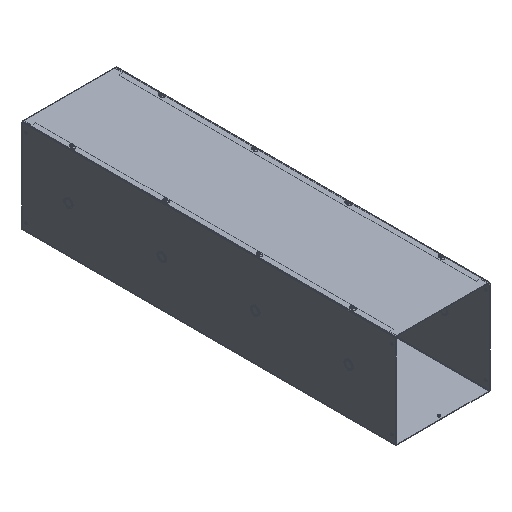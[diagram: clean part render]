
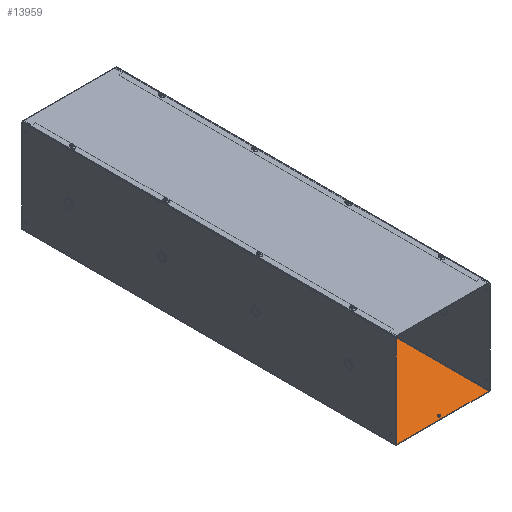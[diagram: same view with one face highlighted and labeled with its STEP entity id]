
A CAD part, isometric view. The second image highlights one B-rep face of the part: STEP entity #13959.
In plain terms, the highlighted planar face has unit normal (0, 0, 1).
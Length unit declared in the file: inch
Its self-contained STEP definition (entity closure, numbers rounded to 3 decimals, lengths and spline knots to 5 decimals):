
#204 = PLANE ( 'NONE',  #11584 ) ;
#282 = VECTOR ( 'NONE', #7875, 39.37008 ) ;
#387 = VERTEX_POINT ( 'NONE', #5604 ) ;
#1006 = LINE ( 'NONE', #5951, #282 ) ;
#1010 = DIRECTION ( 'NONE',  ( 1., 0., 0. ) ) ;
#1274 = EDGE_LOOP ( 'NONE', ( #13526, #4650, #14796, #18536 ) ) ;
#1334 = AXIS2_PLACEMENT_3D ( 'NONE', #2553, #9421, #21432 ) ;
#1605 = VERTEX_POINT ( 'NONE', #12469 ) ;
#2021 = DIRECTION ( 'NONE',  ( 0., 1., 0. ) ) ;
#2059 = EDGE_CURVE ( 'NONE', #15879, #11707, #14800, .T. ) ;
#2553 = CARTESIAN_POINT ( 'NONE',  ( 0., 23.5, 0.072 ) ) ;
#3159 = VECTOR ( 'NONE', #2021, 39.37008 ) ;
#3614 = DIRECTION ( 'NONE',  ( 1., 0., 0. ) ) ;
#3809 = DIRECTION ( 'NONE',  ( 0., 0., 1. ) ) ;
#4096 = EDGE_LOOP ( 'NONE', ( #5024, #15723 ) ) ;
#4650 = ORIENTED_EDGE ( 'NONE', *, *, #19318, .T. ) ;
#5024 = ORIENTED_EDGE ( 'NONE', *, *, #5574, .T. ) ;
#5153 = EDGE_LOOP ( 'NONE', ( #14861, #5429 ) ) ;
#5260 = CARTESIAN_POINT ( 'NONE',  ( -6., -24., 0.072 ) ) ;
#5351 = CIRCLE ( 'NONE', #8238, 0.15625 ) ;
#5429 = ORIENTED_EDGE ( 'NONE', *, *, #12289, .T. ) ;
#5509 = DIRECTION ( 'NONE',  ( 1., 0., 0. ) ) ;
#5525 = CARTESIAN_POINT ( 'NONE',  ( 5.964, -24., 0.072 ) ) ;
#5574 = EDGE_CURVE ( 'NONE', #1605, #20228, #5351, .T. ) ;
#5604 = CARTESIAN_POINT ( 'NONE',  ( 5.964, -24., 0.072 ) ) ;
#5951 = CARTESIAN_POINT ( 'NONE',  ( 6., 24., 0.072 ) ) ;
#6021 = CARTESIAN_POINT ( 'NONE',  ( -5.964, -24., 0.072 ) ) ;
#6120 = DIRECTION ( 'NONE',  ( 1., 0., 0. ) ) ;
#6876 = CARTESIAN_POINT ( 'NONE',  ( 0., 23.5, 0.072 ) ) ;
#6981 = DIRECTION ( 'NONE',  ( 0., 0., -1. ) ) ;
#7082 = CIRCLE ( 'NONE', #14981, 0.15625 ) ;
#7595 = DIRECTION ( 'NONE',  ( 0., 0., -1. ) ) ;
#7726 = DIRECTION ( 'NONE',  ( 0., -1., 0. ) ) ;
#7835 = CARTESIAN_POINT ( 'NONE',  ( -0.15625, -23.5, 0.072 ) ) ;
#7875 = DIRECTION ( 'NONE',  ( -1., 0., 0. ) ) ;
#8238 = AXIS2_PLACEMENT_3D ( 'NONE', #9569, #18204, #1010 ) ;
#9421 = DIRECTION ( 'NONE',  ( 0., 0., -1. ) ) ;
#9569 = CARTESIAN_POINT ( 'NONE',  ( 0., -23.5, 0.072 ) ) ;
#10445 = EDGE_CURVE ( 'NONE', #21064, #15879, #1006, .T. ) ;
#10687 = LINE ( 'NONE', #17557, #16603 ) ;
#10954 = CARTESIAN_POINT ( 'NONE',  ( 0., -23.5, 0.072 ) ) ;
#11584 = AXIS2_PLACEMENT_3D ( 'NONE', #5260, #3809, #5509 ) ;
#11707 = VERTEX_POINT ( 'NONE', #19566 ) ;
#12289 = EDGE_CURVE ( 'NONE', #14789, #21052, #12835, .T. ) ;
#12469 = CARTESIAN_POINT ( 'NONE',  ( 0.15625, -23.5, 0.072 ) ) ;
#12737 = CARTESIAN_POINT ( 'NONE',  ( 0.15625, 23.5, 0.072 ) ) ;
#12835 = CIRCLE ( 'NONE', #1334, 0.15625 ) ;
#13457 = EDGE_CURVE ( 'NONE', #21052, #14789, #17656, .T. ) ;
#13526 = ORIENTED_EDGE ( 'NONE', *, *, #13631, .T. ) ;
#13631 = EDGE_CURVE ( 'NONE', #11707, #387, #10687, .T. ) ;
#13959 = ADVANCED_FACE ( 'NONE', ( #14172, #15621, #19101 ), #204, .T. ) ;
#14172 = FACE_BOUND ( 'NONE', #4096, .T. ) ;
#14789 = VERTEX_POINT ( 'NONE', #16656 ) ;
#14796 = ORIENTED_EDGE ( 'NONE', *, *, #10445, .T. ) ;
#14800 = LINE ( 'NONE', #6021, #16982 ) ;
#14861 = ORIENTED_EDGE ( 'NONE', *, *, #13457, .T. ) ;
#14981 = AXIS2_PLACEMENT_3D ( 'NONE', #10954, #7595, #6120 ) ;
#15621 = FACE_BOUND ( 'NONE', #5153, .T. ) ;
#15723 = ORIENTED_EDGE ( 'NONE', *, *, #20655, .T. ) ;
#15879 = VERTEX_POINT ( 'NONE', #19394 ) ;
#16603 = VECTOR ( 'NONE', #3614, 39.37008 ) ;
#16656 = CARTESIAN_POINT ( 'NONE',  ( -0.15625, 23.5, 0.072 ) ) ;
#16982 = VECTOR ( 'NONE', #7726, 39.37008 ) ;
#17557 = CARTESIAN_POINT ( 'NONE',  ( -6., -24., 0.072 ) ) ;
#17656 = CIRCLE ( 'NONE', #18369, 0.15625 ) ;
#18204 = DIRECTION ( 'NONE',  ( 0., 0., -1. ) ) ;
#18369 = AXIS2_PLACEMENT_3D ( 'NONE', #6876, #6981, #21962 ) ;
#18536 = ORIENTED_EDGE ( 'NONE', *, *, #2059, .T. ) ;
#19101 = FACE_OUTER_BOUND ( 'NONE', #1274, .T. ) ;
#19318 = EDGE_CURVE ( 'NONE', #387, #21064, #20926, .T. ) ;
#19394 = CARTESIAN_POINT ( 'NONE',  ( -5.964, 24., 0.072 ) ) ;
#19566 = CARTESIAN_POINT ( 'NONE',  ( -5.964, -24., 0.072 ) ) ;
#20228 = VERTEX_POINT ( 'NONE', #7835 ) ;
#20655 = EDGE_CURVE ( 'NONE', #20228, #1605, #7082, .T. ) ;
#20926 = LINE ( 'NONE', #5525, #3159 ) ;
#21052 = VERTEX_POINT ( 'NONE', #12737 ) ;
#21064 = VERTEX_POINT ( 'NONE', #21163 ) ;
#21163 = CARTESIAN_POINT ( 'NONE',  ( 5.964, 24., 0.072 ) ) ;
#21432 = DIRECTION ( 'NONE',  ( 1., 0., 0. ) ) ;
#21962 = DIRECTION ( 'NONE',  ( 1., 0., 0. ) ) ;
